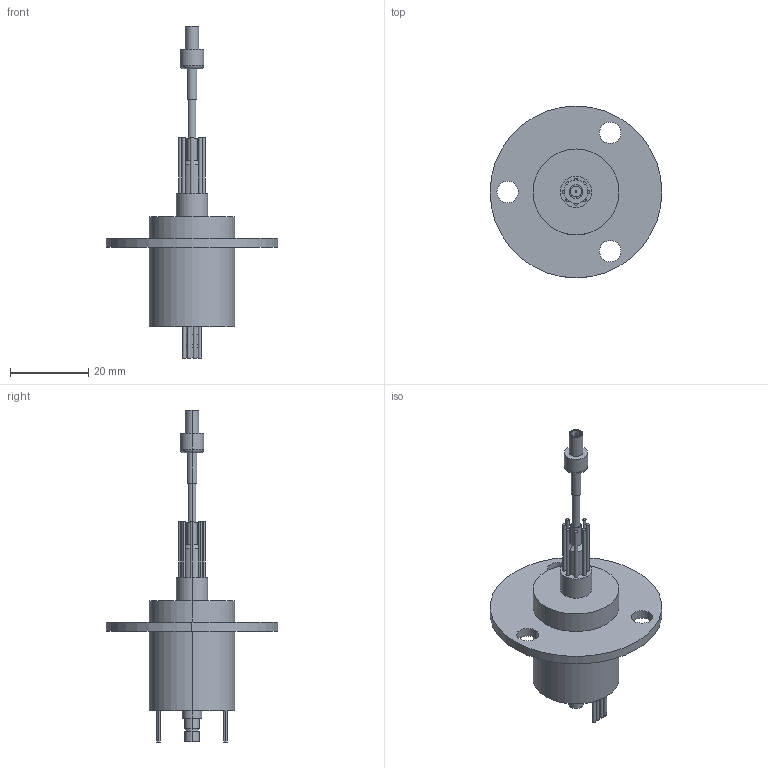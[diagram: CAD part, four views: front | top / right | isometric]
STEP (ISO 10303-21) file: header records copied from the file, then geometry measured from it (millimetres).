
FILE_DESCRIPTION (( 'STEP AP203' ), '1' );
FILE_NAME ('322M1-1201-HD Rev CI.STEP', '2014-03-20T22:04:45', ( '' ), ( '' ), 'SwSTEP 2.0', 'SolidWorks 2014', '' );
FILE_SCHEMA (( 'CONFIG_CONTROL_DESIGN' ));
Length unit declared in the file: millimetre
Products named in the file (1): 322M1-1201-HD Rev CI
Bounding box: 44 x 44 x 85 mm (x, y, z)
Volume: 14126.7 mm3; surface area: 6659.9 mm2
Topology: 3 solids, 3 shells, 127 faces, 258 edges, 170 vertices
Faces by surface type: cylinder 76, plane 45, cone 4, torus 2
Entity records: 3489 total; most frequent: DIRECTION 674, CARTESIAN_POINT 556, ORIENTED_EDGE 516, AXIS2_PLACEMENT_3D 288, EDGE_CURVE 258, VERTEX_POINT 170, EDGE_LOOP 166, CIRCLE 160
